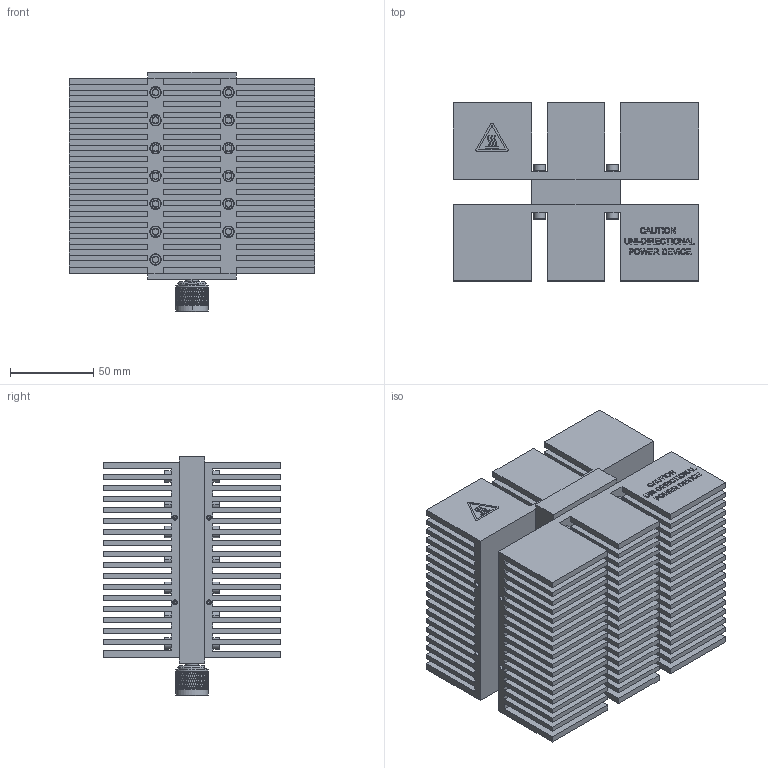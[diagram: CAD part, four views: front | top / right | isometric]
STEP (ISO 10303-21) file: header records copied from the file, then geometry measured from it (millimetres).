
FILE_DESCRIPTION (( 'STEP AP214' ), '1' );
FILE_NAME ('ST8N-150_3D.step', '2024-06-21T19:52:25', ( '' ), ( '' ), 'SwSTEP 2.0', 'SolidWorks 2022', '' );
FILE_SCHEMA (( 'AUTOMOTIVE_DESIGN' ));
Products named in the file (1): ST8N-150_3D
Bounding box: 147.32 x 106.93 x 143.76 mm (x, y, z)
Volume: 871169.3 mm3; surface area: 481909.2 mm2
Topology: 1 solids, 1 shells, 4505 faces, 10413 edges, 6132 vertices
Faces by surface type: bspline 2091, plane 1505, cylinder 573, cone 334, torus 2
Entity records: 173323 total; most frequent: CARTESIAN_POINT 93274, ORIENTED_EDGE 20794, DIRECTION 10576, EDGE_CURVE 10397, VERTEX_POINT 6132, EDGE_LOOP 4743, ADVANCED_FACE 4505, FACE_OUTER_BOUND 4505
